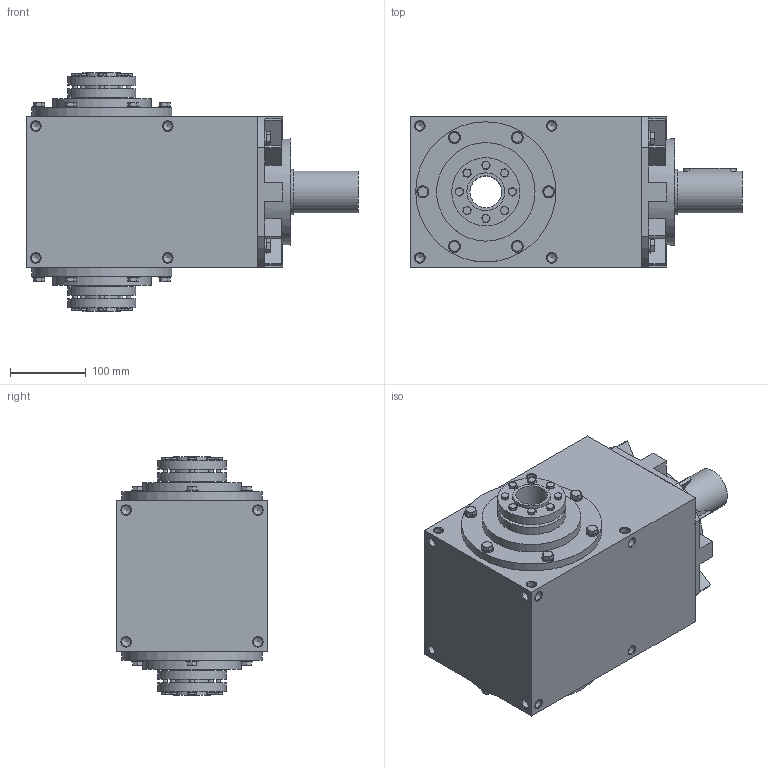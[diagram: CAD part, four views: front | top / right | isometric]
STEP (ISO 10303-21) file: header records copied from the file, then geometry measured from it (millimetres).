
FILE_DESCRIPTION(/* description */ ('STEP AP203'),/* implementation_level */ '2;1');
FILE_NAME(/* name */ 'RHA55_R.1_2',/* time_stamp */ '2023-01-10T11:01:41+01:00',/* author */ ('License CC BY-ND 4.0'),/* organization */ ('CADENAS'),/* preprocessor_version */ 'ST-DEVELOPER v18.102',/* originating_system */ 'PARTsolutions',/* authorisation */ ' ');
FILE_SCHEMA (('CONFIG_CONTROL_DESIGN'));
Length unit declared in the file: millimetre
Products named in the file (5): RHA55_R.1/2; RA55-shrink_disk; RC_RR55-screw; RHX55-screw; RHA55-case
Assembly tree (19 placements, depth 2):
  RHA55_R.1/2
    RA55-shrink_disk  x2
    RC_RR55-screw  x12
    RHX55-screw  x4
    RHA55-case
Bounding box: 438 x 200 x 314 mm (x, y, z)
Volume: 14136690.1 mm3; surface area: 557509.1 mm2
Topology: 19 solids, 19 shells, 753 faces, 1757 edges, 1092 vertices
Faces by surface type: plane 386, cone 242, cylinder 125
Full cylindrical faces by diameter (mm): 6 x16, 8.376 x1, 8.6 x16, 10.106 x4, 11.835 x40, 13 x4, 16 x12, 20 x4, 42 x2, 44 x1, 50 x4, 55 x3, 60 x3, 90 x4, 130 x2, 140 x1, 185 x2
Entity records: 12497 total; most frequent: CARTESIAN_POINT 2150, DIRECTION 1798, ORIENTED_EDGE 1564, EDGE_CURVE 782, AXIS2_PLACEMENT_3D 725, FACE_BOUND 615, EDGE_LOOP 590, VERTEX_POINT 575
